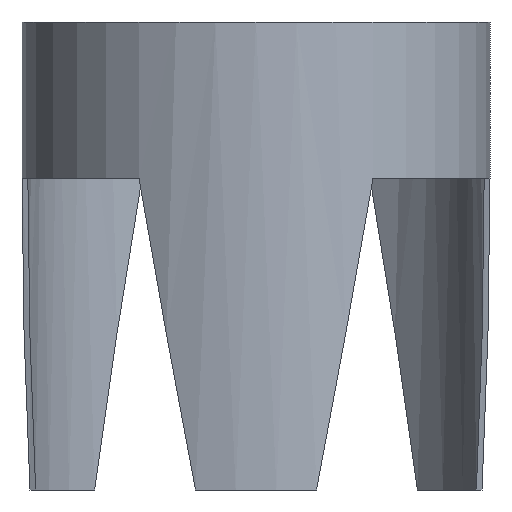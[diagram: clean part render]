
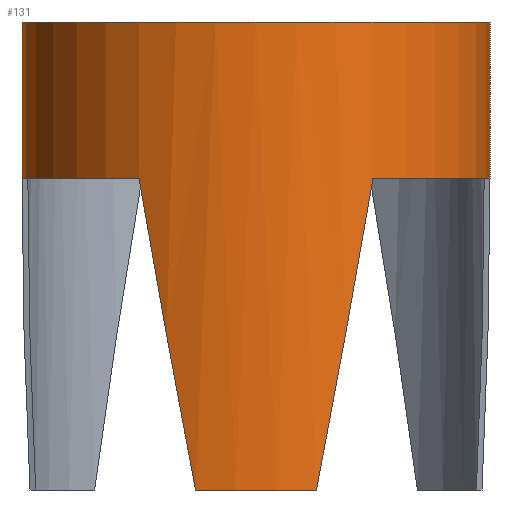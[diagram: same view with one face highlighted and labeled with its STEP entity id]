
A CAD part, front view. The second image highlights one B-rep face of the part: STEP entity #131.
In plain terms, the highlighted cylindrical face has radius 60 mm (diameter 120 mm), a full revolution.
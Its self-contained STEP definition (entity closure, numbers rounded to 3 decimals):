
#103=CYLINDRICAL_SURFACE('',#359,60.);
#105=FACE_BOUND('',#165,.T.);
#106=FACE_BOUND('',#166,.T.);
#111=B_SPLINE_CURVE_WITH_KNOTS('',3,(#444,#445,#446,#447),.UNSPECIFIED.,
 .F.,.F.,(4,4),(0.,1.),.UNSPECIFIED.);
#112=B_SPLINE_CURVE_WITH_KNOTS('',3,(#452,#453,#454,#455),.UNSPECIFIED.,
 .F.,.F.,(4,4),(0.,1.),.UNSPECIFIED.);
#113=B_SPLINE_CURVE_WITH_KNOTS('',3,(#456,#457,#458,#459),.UNSPECIFIED.,
 .F.,.F.,(4,4),(0.,1.),.UNSPECIFIED.);
#114=B_SPLINE_CURVE_WITH_KNOTS('',3,(#463,#464,#465,#466),.UNSPECIFIED.,
 .F.,.F.,(4,4),(0.,1.),.UNSPECIFIED.);
#115=B_SPLINE_CURVE_WITH_KNOTS('',3,(#467,#468,#469,#470),.UNSPECIFIED.,
 .F.,.F.,(4,4),(0.,1.),.UNSPECIFIED.);
#116=B_SPLINE_CURVE_WITH_KNOTS('',3,(#474,#475,#476,#477),.UNSPECIFIED.,
 .F.,.F.,(4,4),(0.,1.),.UNSPECIFIED.);
#131=ADVANCED_FACE('',(#105,#106),#103,.T.);
#165=EDGE_LOOP('',(#203,#204,#205,#206,#207,#208,#209,#210,#211,#212,#213,
#214));
#166=EDGE_LOOP('',(#215));
#182=CIRCLE('',#349,60.);
#183=CIRCLE('',#351,60.);
#185=CIRCLE('',#354,60.);
#186=CIRCLE('',#355,60.);
#187=CIRCLE('',#356,60.);
#188=CIRCLE('',#357,60.);
#189=CIRCLE('',#358,60.);
#203=ORIENTED_EDGE('',*,*,#305,.F.);
#204=ORIENTED_EDGE('',*,*,#306,.F.);
#205=ORIENTED_EDGE('',*,*,#307,.T.);
#206=ORIENTED_EDGE('',*,*,#300,.F.);
#207=ORIENTED_EDGE('',*,*,#308,.F.);
#208=ORIENTED_EDGE('',*,*,#309,.F.);
#209=ORIENTED_EDGE('',*,*,#310,.F.);
#210=ORIENTED_EDGE('',*,*,#301,.F.);
#211=ORIENTED_EDGE('',*,*,#311,.T.);
#212=ORIENTED_EDGE('',*,*,#312,.T.);
#213=ORIENTED_EDGE('',*,*,#313,.F.);
#214=ORIENTED_EDGE('',*,*,#314,.F.);
#215=ORIENTED_EDGE('',*,*,#315,.T.);
#272=VERTEX_POINT('',#428);
#274=VERTEX_POINT('',#432);
#275=VERTEX_POINT('',#436);
#276=VERTEX_POINT('',#437);
#279=VERTEX_POINT('',#448);
#280=VERTEX_POINT('',#449);
#281=VERTEX_POINT('',#451);
#282=VERTEX_POINT('',#460);
#283=VERTEX_POINT('',#462);
#284=VERTEX_POINT('',#471);
#285=VERTEX_POINT('',#473);
#286=VERTEX_POINT('',#478);
#287=VERTEX_POINT('',#481);
#300=EDGE_CURVE('',#274,#272,#182,.T.);
#301=EDGE_CURVE('',#275,#276,#183,.T.);
#305=EDGE_CURVE('',#279,#280,#111,.T.);
#306=EDGE_CURVE('',#281,#279,#185,.T.);
#307=EDGE_CURVE('',#281,#272,#112,.T.);
#308=EDGE_CURVE('',#282,#274,#113,.T.);
#309=EDGE_CURVE('',#283,#282,#186,.T.);
#310=EDGE_CURVE('',#276,#283,#114,.T.);
#311=EDGE_CURVE('',#275,#284,#115,.T.);
#312=EDGE_CURVE('',#284,#285,#187,.T.);
#313=EDGE_CURVE('',#286,#285,#116,.T.);
#314=EDGE_CURVE('',#280,#286,#188,.T.);
#315=EDGE_CURVE('',#287,#287,#189,.T.);
#349=AXIS2_PLACEMENT_3D('',#433,#377,#378);
#351=AXIS2_PLACEMENT_3D('',#435,#381,#382);
#354=AXIS2_PLACEMENT_3D('',#450,#389,#390);
#355=AXIS2_PLACEMENT_3D('',#461,#391,#392);
#356=AXIS2_PLACEMENT_3D('',#472,#393,#394);
#357=AXIS2_PLACEMENT_3D('',#479,#395,#396);
#358=AXIS2_PLACEMENT_3D('',#480,#397,#398);
#359=AXIS2_PLACEMENT_3D('',#482,#399,#400);
#377=DIRECTION('',(0.,0.,-1.));
#378=DIRECTION('',(1.,0.,0.));
#381=DIRECTION('',(0.,0.,-1.));
#382=DIRECTION('',(1.,0.,0.));
#389=DIRECTION('',(0.,0.,-1.));
#390=DIRECTION('',(1.,0.,0.));
#391=DIRECTION('',(0.,0.,-1.));
#392=DIRECTION('',(1.,0.,0.));
#393=DIRECTION('',(0.,0.,1.));
#394=DIRECTION('',(1.,0.,0.));
#395=DIRECTION('',(0.,0.,-1.));
#396=DIRECTION('',(1.,0.,0.));
#397=DIRECTION('',(0.,0.,-1.));
#398=DIRECTION('',(1.,0.,0.));
#399=DIRECTION('',(0.,0.,-1.));
#400=DIRECTION('',(-1.,0.,0.));
#428=CARTESIAN_POINT('',(-15.529,-57.956,0.));
#432=CARTESIAN_POINT('',(15.529,-57.956,0.));
#433=CARTESIAN_POINT('',(0.,0.,0.));
#435=CARTESIAN_POINT('',(0.,0.,0.));
#436=CARTESIAN_POINT('',(42.426,42.426,0.));
#437=CARTESIAN_POINT('',(57.956,15.529,0.));
#444=CARTESIAN_POINT('',(-60.,0.,80.));
#445=CARTESIAN_POINT('',(-60.,5.241,53.334));
#446=CARTESIAN_POINT('',(-59.28,10.587,26.691));
#447=CARTESIAN_POINT('',(-57.956,15.529,0.));
#448=CARTESIAN_POINT('',(-60.,0.,80.));
#449=CARTESIAN_POINT('',(-57.956,15.529,0.));
#450=CARTESIAN_POINT('',(0.,0.,80.));
#451=CARTESIAN_POINT('',(-30.,-51.962,80.));
#452=CARTESIAN_POINT('',(-30.,-51.962,80.));
#453=CARTESIAN_POINT('',(-25.515,-54.551,53.321));
#454=CARTESIAN_POINT('',(-20.531,-56.615,26.679));
#455=CARTESIAN_POINT('',(-15.529,-57.956,0.));
#456=CARTESIAN_POINT('',(30.,-51.962,80.));
#457=CARTESIAN_POINT('',(25.515,-54.551,53.321));
#458=CARTESIAN_POINT('',(20.531,-56.615,26.679));
#459=CARTESIAN_POINT('',(15.529,-57.956,0.));
#460=CARTESIAN_POINT('',(30.,-51.962,80.));
#461=CARTESIAN_POINT('',(0.,0.,80.));
#462=CARTESIAN_POINT('',(60.,0.,80.));
#463=CARTESIAN_POINT('',(57.956,15.529,0.));
#464=CARTESIAN_POINT('',(59.296,10.527,26.679));
#465=CARTESIAN_POINT('',(60.,5.179,53.321));
#466=CARTESIAN_POINT('',(60.,0.,80.));
#467=CARTESIAN_POINT('',(42.426,42.426,0.));
#468=CARTESIAN_POINT('',(38.809,46.044,26.691));
#469=CARTESIAN_POINT('',(34.539,49.341,53.334));
#470=CARTESIAN_POINT('',(30.,51.962,80.));
#471=CARTESIAN_POINT('',(30.,51.962,80.));
#472=CARTESIAN_POINT('',(0.,0.,80.));
#473=CARTESIAN_POINT('',(-30.,51.962,80.));
#474=CARTESIAN_POINT('',(-42.426,42.426,0.));
#475=CARTESIAN_POINT('',(-38.809,46.044,26.691));
#476=CARTESIAN_POINT('',(-34.539,49.341,53.334));
#477=CARTESIAN_POINT('',(-30.,51.962,80.));
#478=CARTESIAN_POINT('',(-42.426,42.426,0.));
#479=CARTESIAN_POINT('',(0.,0.,0.));
#480=CARTESIAN_POINT('',(0.,0.,120.));
#481=CARTESIAN_POINT('',(60.,0.,120.));
#482=CARTESIAN_POINT('',(0.,0.,120.));
